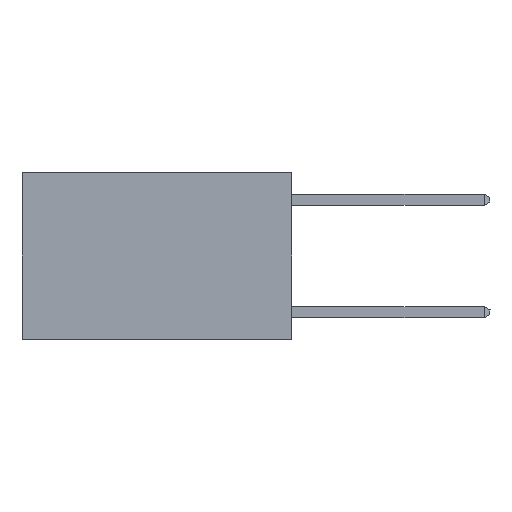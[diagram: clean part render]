
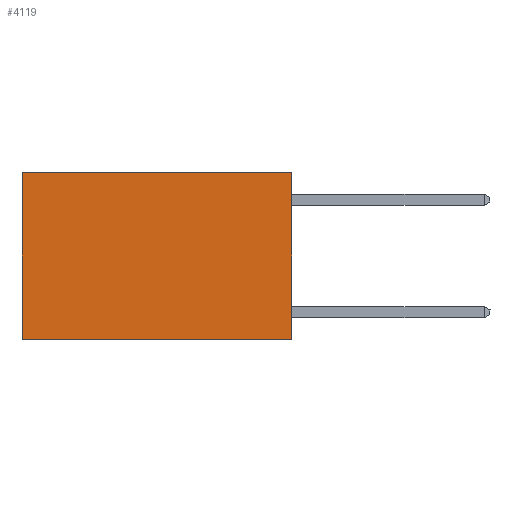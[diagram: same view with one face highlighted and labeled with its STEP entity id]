
A CAD part, left-side view. The second image highlights one B-rep face of the part: STEP entity #4119.
In plain terms, the highlighted planar face has unit normal (-1, 0, 0).
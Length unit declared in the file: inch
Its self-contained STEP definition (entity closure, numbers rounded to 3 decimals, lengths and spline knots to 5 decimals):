
#463 = VERTEX_POINT ( 'NONE', #10831 ) ;
#598 = DIRECTION ( 'NONE',  ( 0., 1., 0. ) ) ;
#820 = VECTOR ( 'NONE', #11052, 39.37008 ) ;
#1286 = VERTEX_POINT ( 'NONE', #12792 ) ;
#1486 = CARTESIAN_POINT ( 'NONE',  ( 0.2625, 0., 0. ) ) ;
#1796 = VECTOR ( 'NONE', #598, 39.37008 ) ;
#2006 = LINE ( 'NONE', #4566, #4478 ) ;
#2152 = ORIENTED_EDGE ( 'NONE', *, *, #6902, .F. ) ;
#2298 = CARTESIAN_POINT ( 'NONE',  ( 0.2625, 0.6, 0. ) ) ;
#2893 = EDGE_CURVE ( 'NONE', #1286, #463, #10307, .T. ) ;
#3022 = VECTOR ( 'NONE', #9446, 39.37008 ) ;
#3604 = AXIS2_PLACEMENT_3D ( 'NONE', #8288, #4817, #13073 ) ;
#3795 = FACE_OUTER_BOUND ( 'NONE', #11671, .T. ) ;
#4119 = ADVANCED_FACE ( 'NONE', ( #3795 ), #11898, .F. ) ;
#4478 = VECTOR ( 'NONE', #9327, 39.37008 ) ;
#4566 = CARTESIAN_POINT ( 'NONE',  ( 0.2625, 0., -0.37 ) ) ;
#4817 = DIRECTION ( 'NONE',  ( 1., 0., 0. ) ) ;
#5593 = CARTESIAN_POINT ( 'NONE',  ( 0.2625, 0.6, 0. ) ) ;
#6902 = EDGE_CURVE ( 'NONE', #463, #14915, #2006, .T. ) ;
#7521 = EDGE_CURVE ( 'NONE', #1286, #10266, #11295, .T. ) ;
#8288 = CARTESIAN_POINT ( 'NONE',  ( 0.2625, 0., 0. ) ) ;
#9327 = DIRECTION ( 'NONE',  ( 0., 1., 0. ) ) ;
#9446 = DIRECTION ( 'NONE',  ( 0., 0., -1. ) ) ;
#9448 = CARTESIAN_POINT ( 'NONE',  ( 0.2625, 0.6, -0.37 ) ) ;
#9722 = ORIENTED_EDGE ( 'NONE', *, *, #7521, .T. ) ;
#9763 = EDGE_CURVE ( 'NONE', #10266, #14915, #12489, .T. ) ;
#10266 = VERTEX_POINT ( 'NONE', #5593 ) ;
#10307 = LINE ( 'NONE', #1486, #820 ) ;
#10831 = CARTESIAN_POINT ( 'NONE',  ( 0.2625, 0., -0.37 ) ) ;
#11052 = DIRECTION ( 'NONE',  ( 0., 0., -1. ) ) ;
#11295 = LINE ( 'NONE', #14722, #1796 ) ;
#11671 = EDGE_LOOP ( 'NONE', ( #11740, #2152, #15137, #9722 ) ) ;
#11740 = ORIENTED_EDGE ( 'NONE', *, *, #9763, .T. ) ;
#11898 = PLANE ( 'NONE',  #3604 ) ;
#12489 = LINE ( 'NONE', #2298, #3022 ) ;
#12792 = CARTESIAN_POINT ( 'NONE',  ( 0.2625, 0., 0. ) ) ;
#13073 = DIRECTION ( 'NONE',  ( 0., 0., -1. ) ) ;
#14722 = CARTESIAN_POINT ( 'NONE',  ( 0.2625, 0., 0. ) ) ;
#14915 = VERTEX_POINT ( 'NONE', #9448 ) ;
#15137 = ORIENTED_EDGE ( 'NONE', *, *, #2893, .F. ) ;
